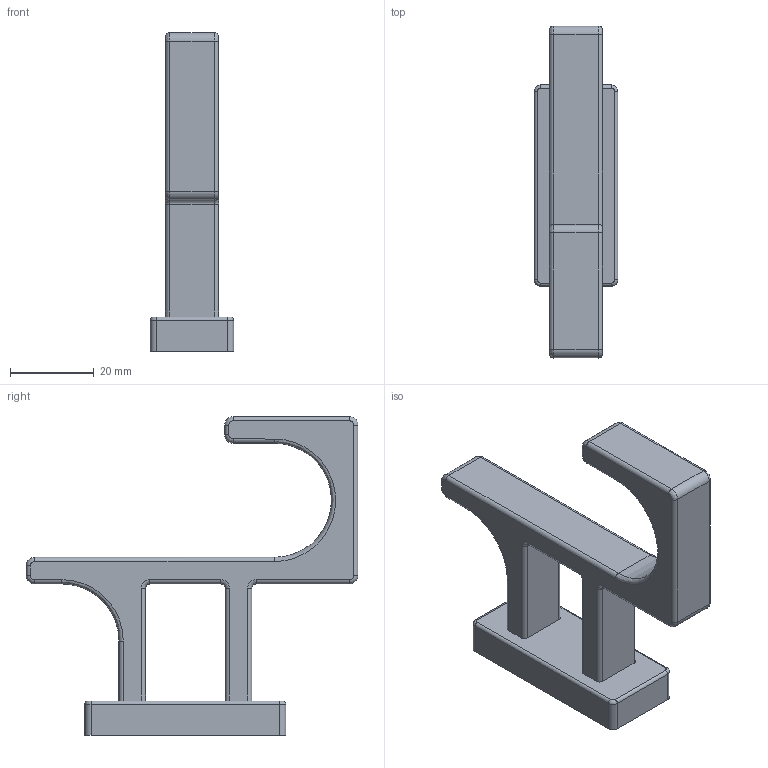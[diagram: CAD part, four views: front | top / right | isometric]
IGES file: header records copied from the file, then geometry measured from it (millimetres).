
Start section:  PTC IGES file: 3010.igs
Global section: file name: 3010.igs; native system: Creo Parametric by PTC Inc.; preprocessor: 2019352; author: rsmith; organization: Unknown; date: 20220628.084206; units: inch
Bounding box: 19.99 x 79.38 x 76.2 mm (x, y, z)
Surface area: 9831.3 mm2 (no closed solid volume)
Topology: 0 solids, 0 shells, 92 faces, 436 edges, 436 vertices
Faces by surface type: revolution 71, bspline 21
